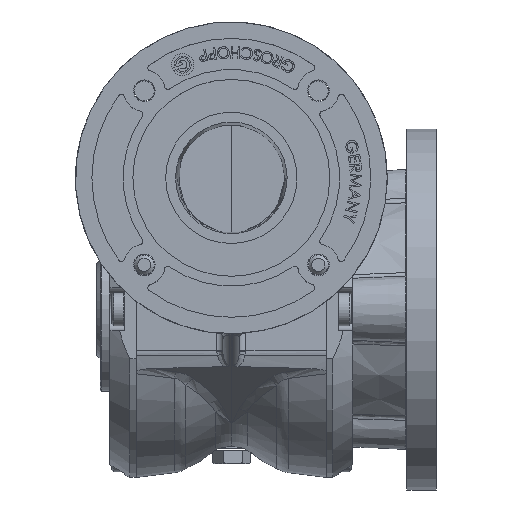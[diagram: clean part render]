
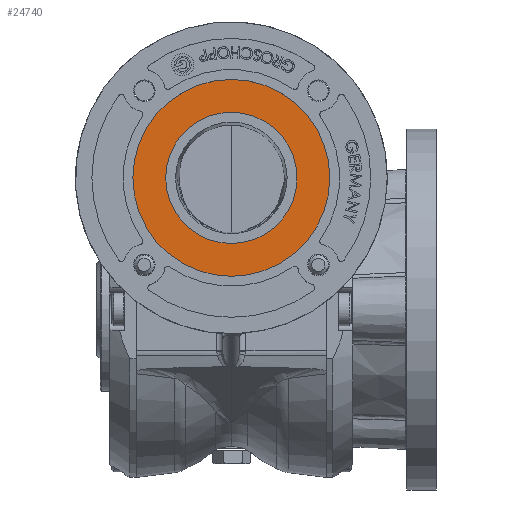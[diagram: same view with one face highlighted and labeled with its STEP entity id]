
A CAD part, top view. The second image highlights one B-rep face of the part: STEP entity #24740.
In plain terms, the highlighted planar face has unit normal (0, 0, 1).
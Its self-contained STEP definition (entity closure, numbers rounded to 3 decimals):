
#2462 = ORIENTED_EDGE ( 'NONE', *, *, #19597, .F. ) ;
#4771 = DIRECTION ( 'NONE',  ( 0., 0., 1. ) ) ;
#6442 = DIRECTION ( 'NONE',  ( 0., 0., 1. ) ) ;
#7632 = FACE_OUTER_BOUND ( 'NONE', #46406, .T. ) ;
#8524 = EDGE_LOOP ( 'NONE', ( #2462 ) ) ;
#11464 = DIRECTION ( 'NONE',  ( 1., 0., 0. ) ) ;
#11897 = CIRCLE ( 'NONE', #20069, 30. ) ;
#13679 = CARTESIAN_POINT ( 'NONE',  ( 30., 40., 64.1 ) ) ;
#16131 = CARTESIAN_POINT ( 'NONE',  ( 0., 40., 64.1 ) ) ;
#16202 = VERTEX_POINT ( 'NONE', #13679 ) ;
#19597 = EDGE_CURVE ( 'NONE', #48356, #48356, #37690, .T. ) ;
#20069 = AXIS2_PLACEMENT_3D ( 'NONE', #33610, #4771, #11464 ) ;
#20151 = DIRECTION ( 'NONE',  ( 0., 0., 1. ) ) ;
#23147 = PLANE ( 'NONE',  #52106 ) ;
#24166 = DIRECTION ( 'NONE',  ( 1., 0., 0. ) ) ;
#24740 = ADVANCED_FACE ( 'NONE', ( #35351, #7632 ), #23147, .T. ) ;
#30565 = DIRECTION ( 'NONE',  ( 1., 0., 0. ) ) ;
#33610 = CARTESIAN_POINT ( 'NONE',  ( 0., 40., 64.1 ) ) ;
#34628 = CARTESIAN_POINT ( 'NONE',  ( 0., 40., 64.1 ) ) ;
#35351 = FACE_BOUND ( 'NONE', #8524, .T. ) ;
#37690 = CIRCLE ( 'NONE', #45512, 20. ) ;
#42587 = EDGE_CURVE ( 'NONE', #16202, #16202, #11897, .T. ) ;
#45512 = AXIS2_PLACEMENT_3D ( 'NONE', #34628, #6442, #30565 ) ;
#46406 = EDGE_LOOP ( 'NONE', ( #49849 ) ) ;
#48356 = VERTEX_POINT ( 'NONE', #48665 ) ;
#48665 = CARTESIAN_POINT ( 'NONE',  ( 20., 40., 64.1 ) ) ;
#49849 = ORIENTED_EDGE ( 'NONE', *, *, #42587, .T. ) ;
#52106 = AXIS2_PLACEMENT_3D ( 'NONE', #16131, #20151, #24166 ) ;
